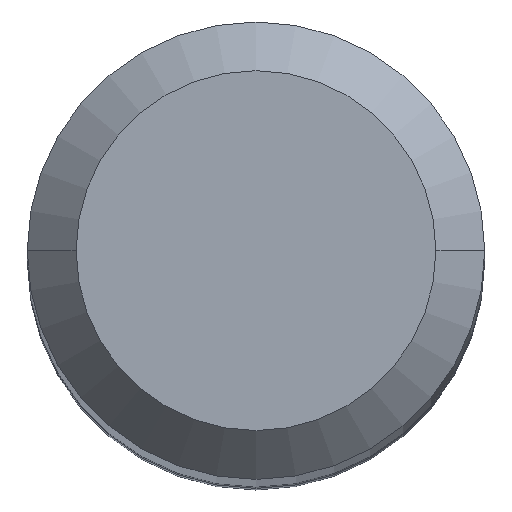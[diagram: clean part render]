
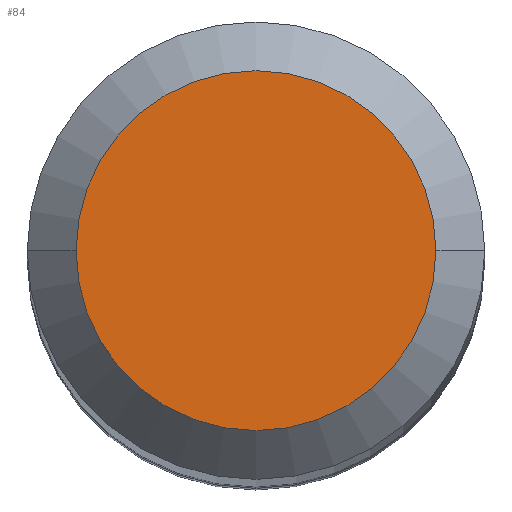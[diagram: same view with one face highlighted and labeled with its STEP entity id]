
A CAD part, top view. The second image highlights one B-rep face of the part: STEP entity #84.
In plain terms, the highlighted planar face has unit normal (0, 0, 1).
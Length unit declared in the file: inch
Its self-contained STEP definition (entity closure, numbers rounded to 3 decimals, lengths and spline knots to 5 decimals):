
#6 = FACE_OUTER_BOUND ( 'NONE', #46, .T. ) ;
#12 = DIRECTION ( 'NONE',  ( -1., 0., 0. ) ) ;
#18 = DIRECTION ( 'NONE',  ( 1., 0., 0. ) ) ;
#46 = EDGE_LOOP ( 'NONE', ( #131, #96 ) ) ;
#55 = CIRCLE ( 'NONE', #381, 0.07375 ) ;
#61 = VERTEX_POINT ( 'NONE', #405 ) ;
#84 = ADVANCED_FACE ( 'NONE', ( #6 ), #185, .F. ) ;
#96 = ORIENTED_EDGE ( 'NONE', *, *, #217, .T. ) ;
#112 = AXIS2_PLACEMENT_3D ( 'NONE', #478, #283, #12 ) ;
#131 = ORIENTED_EDGE ( 'NONE', *, *, #421, .T. ) ;
#183 = VERTEX_POINT ( 'NONE', #269 ) ;
#185 = PLANE ( 'NONE',  #112 ) ;
#217 = EDGE_CURVE ( 'NONE', #61, #183, #55, .T. ) ;
#235 = DIRECTION ( 'NONE',  ( 0., 0., 1. ) ) ;
#239 = AXIS2_PLACEMENT_3D ( 'NONE', #303, #460, #382 ) ;
#269 = CARTESIAN_POINT ( 'NONE',  ( -0.07375, 0., 0. ) ) ;
#283 = DIRECTION ( 'NONE',  ( 0., 0., -1. ) ) ;
#303 = CARTESIAN_POINT ( 'NONE',  ( 0., 0., 0. ) ) ;
#335 = CIRCLE ( 'NONE', #239, 0.07375 ) ;
#381 = AXIS2_PLACEMENT_3D ( 'NONE', #461, #235, #18 ) ;
#382 = DIRECTION ( 'NONE',  ( 1., 0., 0. ) ) ;
#405 = CARTESIAN_POINT ( 'NONE',  ( 0.07375, 0., 0. ) ) ;
#421 = EDGE_CURVE ( 'NONE', #183, #61, #335, .T. ) ;
#460 = DIRECTION ( 'NONE',  ( 0., 0., 1. ) ) ;
#461 = CARTESIAN_POINT ( 'NONE',  ( 0., 0., 0. ) ) ;
#478 = CARTESIAN_POINT ( 'NONE',  ( 0., 0.07375, 0. ) ) ;
